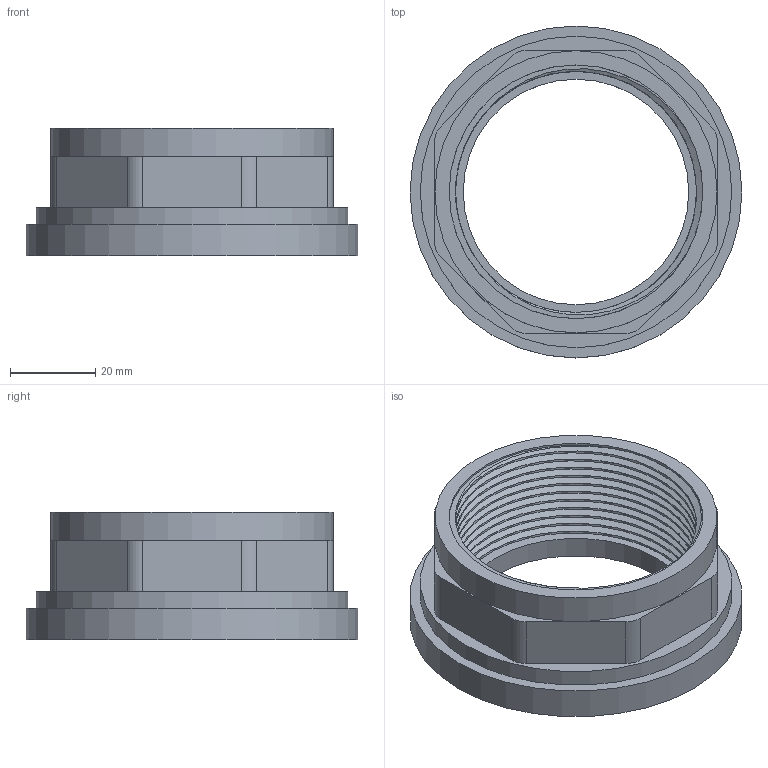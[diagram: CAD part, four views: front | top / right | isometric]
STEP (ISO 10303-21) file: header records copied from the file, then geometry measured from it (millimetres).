
FILE_DESCRIPTION(/* description */ (''),/* implementation_level */ '2;1');
FILE_NAME(/* name */ 'MF0610.000.063.step',/* time_stamp */ '2026-01-07T10:15:24+01:00',/* author */ (''),/* organization */ (''),/* preprocessor_version */ 'ST-DEVELOPER v20.1',/* originating_system */ 'Autodesk Translation Framework v14.21.0.0',/* authorisation */ '');
FILE_SCHEMA (('AUTOMOTIVE_DESIGN { 1 0 10303 214 3 1 1 }'));
Length unit declared in the file: millimetre
Products named in the file (1): 2026-01-07-08-53-24-740
Bounding box: 78 x 78 x 30 mm (x, y, z)
Volume: 41714.4 mm3; surface area: 20740.1 mm2
Topology: 1 solids, 1 shells, 52 faces, 138 edges, 92 vertices
Faces by surface type: cylinder 35, plane 15, bspline 2
Full cylindrical faces by diameter (mm): 53 x1, 56.656 x9, 59.614 x11, 66.3 x1, 73.2 x1, 78 x1
Entity records: 21116 total; most frequent: CARTESIAN_POINT 19849, ORIENTED_EDGE 276, DIRECTION 220, EDGE_CURVE 138, VERTEX_POINT 92, AXIS2_PLACEMENT_3D 81, EDGE_LOOP 58, LINE 58
